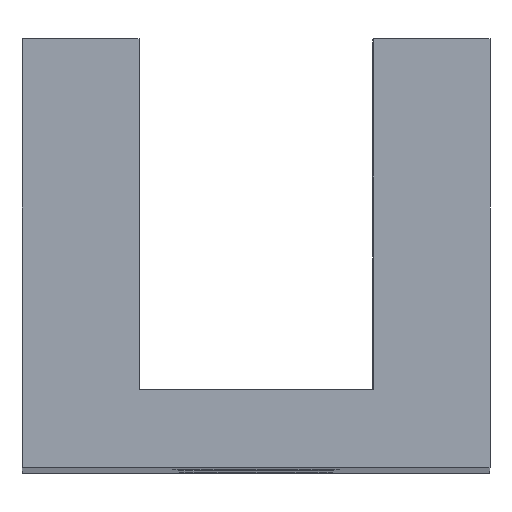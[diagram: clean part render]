
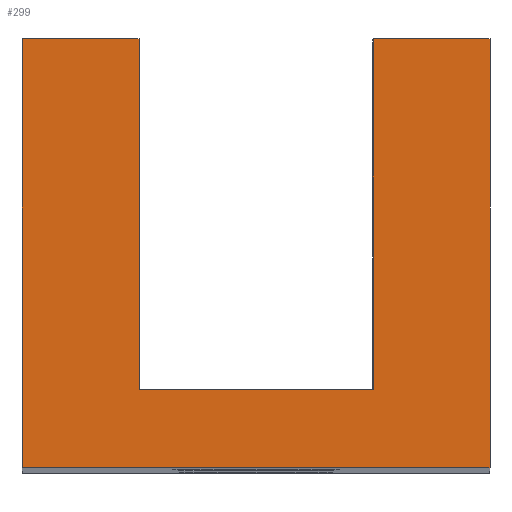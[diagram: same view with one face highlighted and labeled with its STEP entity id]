
A CAD part, top view. The second image highlights one B-rep face of the part: STEP entity #299.
In plain terms, the highlighted planar face has unit normal (0, 0, 1).
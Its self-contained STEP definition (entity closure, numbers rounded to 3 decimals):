
#31=PLANE('',#347);
#47=FACE_OUTER_BOUND('',#66,.T.);
#66=EDGE_LOOP('',(#264,#265,#266,#267,#268,#269,#270,#271));
#76=LINE('',#447,#106);
#82=LINE('',#474,#112);
#85=LINE('',#480,#115);
#90=LINE('',#489,#120);
#93=LINE('',#495,#123);
#98=LINE('',#505,#128);
#99=LINE('',#508,#129);
#100=LINE('',#509,#130);
#106=VECTOR('',#364,10.);
#112=VECTOR('',#396,10.);
#115=VECTOR('',#401,10.);
#120=VECTOR('',#408,10.);
#123=VECTOR('',#413,10.);
#128=VECTOR('',#422,10.);
#129=VECTOR('',#425,10.);
#130=VECTOR('',#426,10.);
#143=VERTEX_POINT('',#440);
#146=VERTEX_POINT('',#445);
#154=VERTEX_POINT('',#473);
#156=VERTEX_POINT('',#479);
#159=VERTEX_POINT('',#487);
#161=VERTEX_POINT('',#493);
#164=VERTEX_POINT('',#503);
#165=VERTEX_POINT('',#507);
#172=EDGE_CURVE('',#146,#143,#76,.T.);
#185=EDGE_CURVE('',#143,#154,#82,.T.);
#188=EDGE_CURVE('',#154,#156,#85,.T.);
#193=EDGE_CURVE('',#146,#159,#90,.T.);
#196=EDGE_CURVE('',#161,#159,#93,.T.);
#201=EDGE_CURVE('',#164,#156,#98,.T.);
#202=EDGE_CURVE('',#165,#164,#99,.T.);
#203=EDGE_CURVE('',#165,#161,#100,.T.);
#264=ORIENTED_EDGE('',*,*,#202,.T.);
#265=ORIENTED_EDGE('',*,*,#201,.T.);
#266=ORIENTED_EDGE('',*,*,#188,.F.);
#267=ORIENTED_EDGE('',*,*,#185,.F.);
#268=ORIENTED_EDGE('',*,*,#172,.F.);
#269=ORIENTED_EDGE('',*,*,#193,.T.);
#270=ORIENTED_EDGE('',*,*,#196,.F.);
#271=ORIENTED_EDGE('',*,*,#203,.F.);
#299=ADVANCED_FACE('',(#47),#31,.T.);
#347=AXIS2_PLACEMENT_3D('',#506,#423,#424);
#364=DIRECTION('',(1.,0.,0.));
#396=DIRECTION('',(0.,1.,0.));
#401=DIRECTION('',(1.,0.,0.));
#408=DIRECTION('',(0.,1.,0.));
#413=DIRECTION('',(1.,0.,0.));
#422=DIRECTION('',(0.,1.,0.));
#423=DIRECTION('center_axis',(0.,0.,1.));
#424=DIRECTION('ref_axis',(1.,0.,0.));
#425=DIRECTION('',(1.,0.,0.));
#426=DIRECTION('',(0.,1.,0.));
#440=CARTESIAN_POINT('',(3.,2.,42.5));
#445=CARTESIAN_POINT('',(-3.,2.,42.5));
#447=CARTESIAN_POINT('',(-6.,2.,42.5));
#473=CARTESIAN_POINT('',(3.,11.,42.5));
#474=CARTESIAN_POINT('',(3.,2.,42.5));
#479=CARTESIAN_POINT('',(6.,11.,42.5));
#480=CARTESIAN_POINT('',(-6.,11.,42.5));
#487=CARTESIAN_POINT('',(-3.,11.,42.5));
#489=CARTESIAN_POINT('',(-3.,2.,42.5));
#493=CARTESIAN_POINT('',(-6.,11.,42.5));
#495=CARTESIAN_POINT('',(-6.,11.,42.5));
#503=CARTESIAN_POINT('',(6.,0.,42.5));
#505=CARTESIAN_POINT('',(6.,0.,42.5));
#506=CARTESIAN_POINT('Origin',(-6.,0.,42.5));
#507=CARTESIAN_POINT('',(-6.,0.,42.5));
#508=CARTESIAN_POINT('',(-6.,0.,42.5));
#509=CARTESIAN_POINT('',(-6.,0.,42.5));
